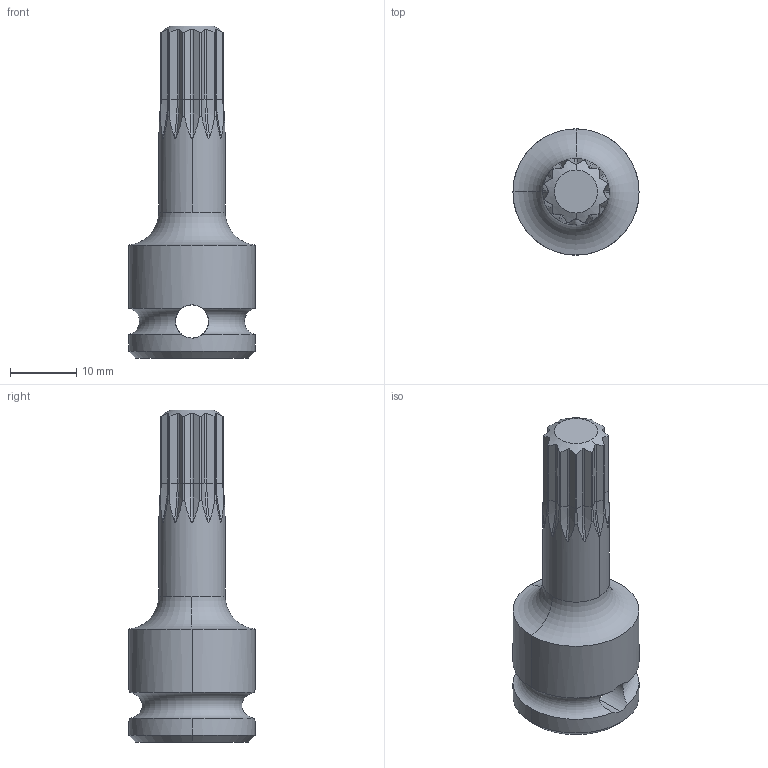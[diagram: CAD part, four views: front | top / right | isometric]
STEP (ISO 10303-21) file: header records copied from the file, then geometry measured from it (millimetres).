
FILE_DESCRIPTION((''),'2;1');
FILE_NAME('4027122410','2024-01-08T10:15:17',('a00565553'),(''),'CREO PARAMETRIC BY PTC INC, 2022414','CREO PARAMETRIC BY PTC INC, 2022414','');
FILE_SCHEMA(('CONFIG_CONTROL_DESIGN','GEOMETRIC_VALIDATION_PROPERTIES_MIM'));
Length unit declared in the file: millimetre
Products named in the file (1): 4027122410
Bounding box: 19 x 19 x 50 mm (x, y, z)
Volume: 5847.7 mm3; surface area: 3024.8 mm2
Topology: 1 solids, 1 shells, 135 faces, 345 edges, 210 vertices
Faces by surface type: cylinder 39, plane 36, cone 32, torus 28
Entity records: 4587 total; most frequent: CARTESIAN_POINT 1377, ORIENTED_EDGE 690, DIRECTION 598, EDGE_CURVE 345, AXIS2_PLACEMENT_3D 245, VERTEX_POINT 210, EDGE_LOOP 137, FACE_OUTER_BOUND 135
